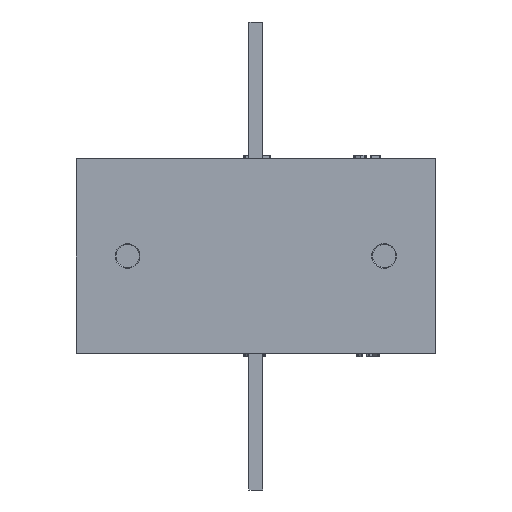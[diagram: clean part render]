
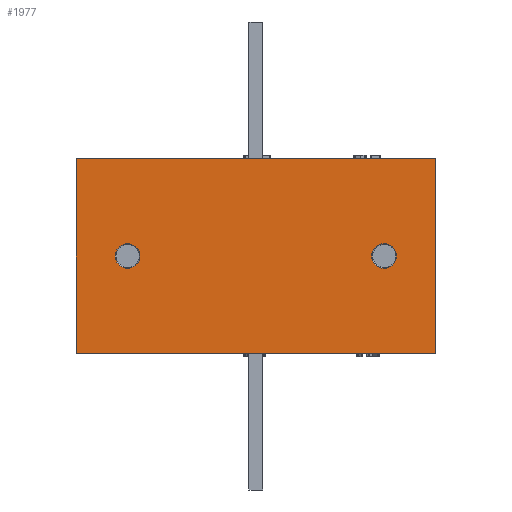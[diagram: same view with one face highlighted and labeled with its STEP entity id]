
A CAD part, front view. The second image highlights one B-rep face of the part: STEP entity #1977.
In plain terms, the highlighted planar face has unit normal (0, -1, 0).
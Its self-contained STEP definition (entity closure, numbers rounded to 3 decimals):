
#757 = ORIENTED_EDGE ( 'NONE', *, *, #9205, .T. ) ;
#830 = CARTESIAN_POINT ( 'NONE',  ( 50.734, 20.292, 189.507 ) ) ;
#955 = FACE_OUTER_BOUND ( 'NONE', #3716, .T. ) ;
#1022 = DIRECTION ( 'NONE',  ( 0., 1., 0. ) ) ;
#1113 = AXIS2_PLACEMENT_3D ( 'NONE', #4493, #8269, #12051 ) ;
#1147 = ORIENTED_EDGE ( 'NONE', *, *, #11762, .T. ) ;
#1203 = VERTEX_POINT ( 'NONE', #10686 ) ;
#1356 = CARTESIAN_POINT ( 'NONE',  ( -52.766, 20.292, 189.507 ) ) ;
#1425 = AXIS2_PLACEMENT_3D ( 'NONE', #5717, #1022, #7847 ) ;
#1667 = CIRCLE ( 'NONE', #8525, 3.55 ) ;
#1848 = VERTEX_POINT ( 'NONE', #1356 ) ;
#1977 = ADVANCED_FACE ( 'NONE', ( #3165, #3773, #955 ), #9347, .F. ) ;
#1986 = ORIENTED_EDGE ( 'NONE', *, *, #6726, .T. ) ;
#2045 = DIRECTION ( 'NONE',  ( 0., 0., -1. ) ) ;
#2065 = CARTESIAN_POINT ( 'NONE',  ( -38.016, 20.292, 157.957 ) ) ;
#2210 = ORIENTED_EDGE ( 'NONE', *, *, #5964, .T. ) ;
#2244 = CARTESIAN_POINT ( 'NONE',  ( 50.734, 20.292, 133.507 ) ) ;
#2285 = EDGE_CURVE ( 'NONE', #11380, #4202, #2403, .T. ) ;
#2403 = LINE ( 'NONE', #6384, #4940 ) ;
#2478 = DIRECTION ( 'NONE',  ( 0., 1., 0. ) ) ;
#2546 = VECTOR ( 'NONE', #6817, 1000. ) ;
#3034 = DIRECTION ( 'NONE',  ( 1., 0., 0. ) ) ;
#3052 = CARTESIAN_POINT ( 'NONE',  ( 35.984, 20.292, 161.507 ) ) ;
#3073 = CIRCLE ( 'NONE', #6189, 3.55 ) ;
#3091 = CARTESIAN_POINT ( 'NONE',  ( 50.734, 20.292, 133.507 ) ) ;
#3116 = DIRECTION ( 'NONE',  ( 0., 1., 0. ) ) ;
#3165 = FACE_BOUND ( 'NONE', #6392, .T. ) ;
#3716 = EDGE_LOOP ( 'NONE', ( #9413, #10376, #6657, #757 ) ) ;
#3773 = FACE_BOUND ( 'NONE', #10274, .T. ) ;
#4202 = VERTEX_POINT ( 'NONE', #2244 ) ;
#4493 = CARTESIAN_POINT ( 'NONE',  ( -38.016, 20.292, 161.507 ) ) ;
#4680 = ORIENTED_EDGE ( 'NONE', *, *, #10941, .T. ) ;
#4940 = VECTOR ( 'NONE', #10387, 1000. ) ;
#5287 = VERTEX_POINT ( 'NONE', #7448 ) ;
#5717 = CARTESIAN_POINT ( 'NONE',  ( 50.734, 20.292, 189.507 ) ) ;
#5793 = CIRCLE ( 'NONE', #6769, 3.55 ) ;
#5835 = CARTESIAN_POINT ( 'NONE',  ( 35.984, 20.292, 165.057 ) ) ;
#5964 = EDGE_CURVE ( 'NONE', #1203, #7200, #5793, .T. ) ;
#6189 = AXIS2_PLACEMENT_3D ( 'NONE', #3052, #6785, #10543 ) ;
#6191 = DIRECTION ( 'NONE',  ( 0., 0., 1. ) ) ;
#6371 = CIRCLE ( 'NONE', #1113, 3.55 ) ;
#6384 = CARTESIAN_POINT ( 'NONE',  ( 50.734, 20.292, 189.507 ) ) ;
#6392 = EDGE_LOOP ( 'NONE', ( #2210, #1986 ) ) ;
#6657 = ORIENTED_EDGE ( 'NONE', *, *, #7196, .F. ) ;
#6678 = LINE ( 'NONE', #10433, #11421 ) ;
#6726 = EDGE_CURVE ( 'NONE', #7200, #1203, #3073, .T. ) ;
#6769 = AXIS2_PLACEMENT_3D ( 'NONE', #10861, #2478, #6191 ) ;
#6785 = DIRECTION ( 'NONE',  ( 0., 1., 0. ) ) ;
#6817 = DIRECTION ( 'NONE',  ( 1., 0., 0. ) ) ;
#6848 = DIRECTION ( 'NONE',  ( 0., 0., 1. ) ) ;
#7196 = EDGE_CURVE ( 'NONE', #1848, #11380, #7689, .T. ) ;
#7200 = VERTEX_POINT ( 'NONE', #5835 ) ;
#7238 = CARTESIAN_POINT ( 'NONE',  ( -38.016, 20.292, 165.057 ) ) ;
#7448 = CARTESIAN_POINT ( 'NONE',  ( -52.766, 20.292, 133.507 ) ) ;
#7503 = VERTEX_POINT ( 'NONE', #7238 ) ;
#7623 = EDGE_CURVE ( 'NONE', #5287, #4202, #11503, .T. ) ;
#7689 = LINE ( 'NONE', #11452, #9303 ) ;
#7847 = DIRECTION ( 'NONE',  ( 0., 0., 1. ) ) ;
#8269 = DIRECTION ( 'NONE',  ( 0., 1., 0. ) ) ;
#8302 = VERTEX_POINT ( 'NONE', #2065 ) ;
#8525 = AXIS2_PLACEMENT_3D ( 'NONE', #11539, #3116, #6848 ) ;
#9205 = EDGE_CURVE ( 'NONE', #1848, #5287, #6678, .T. ) ;
#9303 = VECTOR ( 'NONE', #3034, 1000. ) ;
#9347 = PLANE ( 'NONE',  #1425 ) ;
#9413 = ORIENTED_EDGE ( 'NONE', *, *, #7623, .T. ) ;
#10274 = EDGE_LOOP ( 'NONE', ( #1147, #4680 ) ) ;
#10376 = ORIENTED_EDGE ( 'NONE', *, *, #2285, .F. ) ;
#10387 = DIRECTION ( 'NONE',  ( 0., 0., -1. ) ) ;
#10433 = CARTESIAN_POINT ( 'NONE',  ( -52.766, 20.292, 189.507 ) ) ;
#10543 = DIRECTION ( 'NONE',  ( 0., 0., 1. ) ) ;
#10686 = CARTESIAN_POINT ( 'NONE',  ( 35.984, 20.292, 157.957 ) ) ;
#10861 = CARTESIAN_POINT ( 'NONE',  ( 35.984, 20.292, 161.507 ) ) ;
#10941 = EDGE_CURVE ( 'NONE', #7503, #8302, #1667, .T. ) ;
#11380 = VERTEX_POINT ( 'NONE', #830 ) ;
#11421 = VECTOR ( 'NONE', #2045, 1000. ) ;
#11452 = CARTESIAN_POINT ( 'NONE',  ( 50.734, 20.292, 189.507 ) ) ;
#11503 = LINE ( 'NONE', #3091, #2546 ) ;
#11539 = CARTESIAN_POINT ( 'NONE',  ( -38.016, 20.292, 161.507 ) ) ;
#11762 = EDGE_CURVE ( 'NONE', #8302, #7503, #6371, .T. ) ;
#12051 = DIRECTION ( 'NONE',  ( 0., 0., 1. ) ) ;
